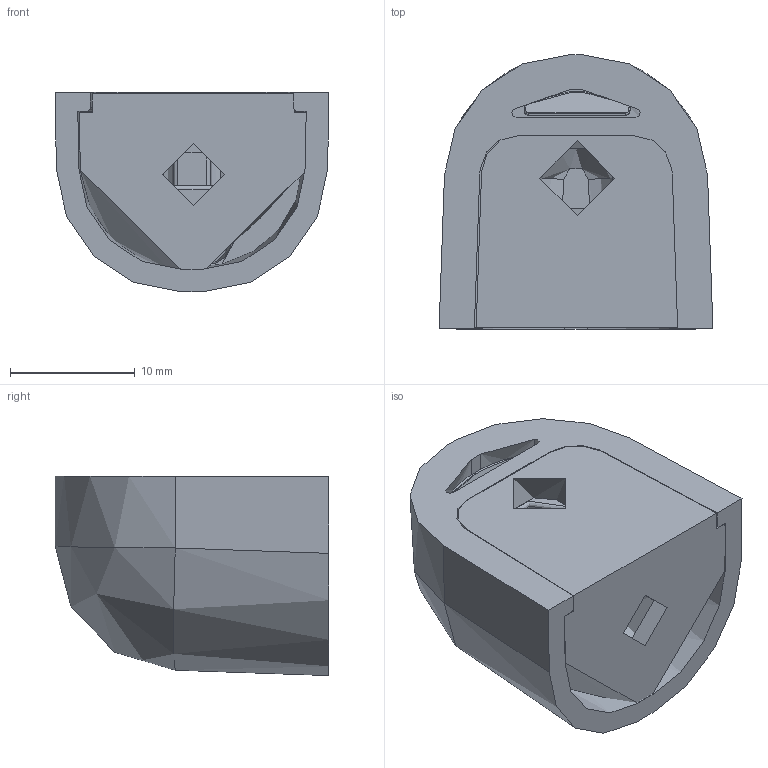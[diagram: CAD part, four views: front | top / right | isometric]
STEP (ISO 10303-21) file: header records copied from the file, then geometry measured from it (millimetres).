
FILE_DESCRIPTION(/* description */ (''),/* implementation_level */ '2;1');
FILE_NAME(/* name */ 'DSPXX0000227.stp',/* time_stamp */ '2018-02-12T11:53:05+01:00',/* author */ ('fzagni'),/* organization */ (''),/* preprocessor_version */ 'ST-DEVELOPER v16.1',/* originating_system */ 'Autodesk Inventor 2016',/* authorisation */ '');
FILE_SCHEMA (('AUTOMOTIVE_DESIGN { 1 0 10303 214 3 1 1 }'));
Length unit declared in the file: millimetre
Products named in the file (3): 440000000218; 440000000217; 550000000549
Assembly tree (2 placements, depth 2):
  550000000549
    440000000218
    440000000217
Bounding box: 22 x 22 x 16 mm (x, y, z)
Volume: 4346.9 mm3; surface area: 3810.6 mm2
Topology: 2 solids, 2 shells, 165 faces, 423 edges, 264 vertices
Faces by surface type: cylinder 65, plane 56, bspline 30, torus 8, sphere 4, cone 2
Full cylindrical faces by diameter (mm): 2 x2, 5 x1, 6 x1, 8.7 x1
Entity records: 7455 total; most frequent: CARTESIAN_POINT 3510, ORIENTED_EDGE 832, DIRECTION 784, EDGE_CURVE 416, AXIS2_PLACEMENT_3D 286, VERTEX_POINT 262, LINE 212, VECTOR 212
